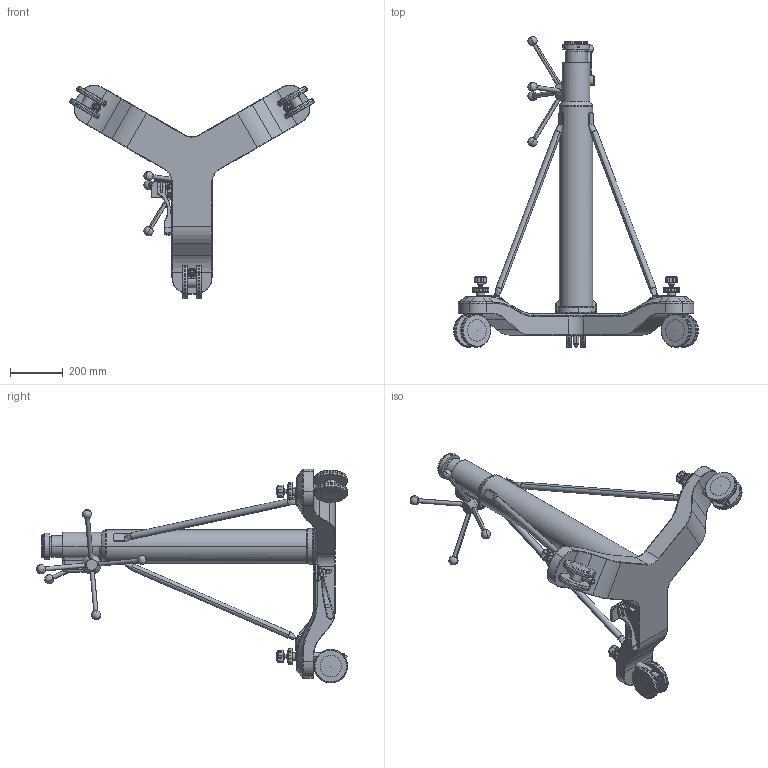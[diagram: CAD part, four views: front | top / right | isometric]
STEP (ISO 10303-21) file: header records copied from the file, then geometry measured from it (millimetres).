
FILE_DESCRIPTION (( 'STEP AP214' ), '1' );
FILE_NAME ('RS-230.STEP', '2023-01-24T16:14:48', ( '' ), ( '' ), 'SwSTEP 2.0', 'SolidWorks 2021', '' );
FILE_SCHEMA (( 'AUTOMOTIVE_DESIGN' ));
Length unit declared in the file: inch
Products named in the file (1): RS-230
Bounding box: 931.15 x 1182.07 x 812.39 mm (x, y, z)
Volume: 32369256.7 mm3; surface area: 1638371.3 mm2
Topology: 5 solids, 5 shells, 1768 faces, 4268 edges, 2592 vertices
Faces by surface type: cylinder 513, plane 426, torus 426, bspline 233, cone 150, sphere 20
Entity records: 87188 total; most frequent: CARTESIAN_POINT 47648, ORIENTED_EDGE 8420, DIRECTION 8331, EDGE_CURVE 4210, AXIS2_PLACEMENT_3D 3549, VERTEX_POINT 2563, CIRCLE 2013, EDGE_LOOP 1879
